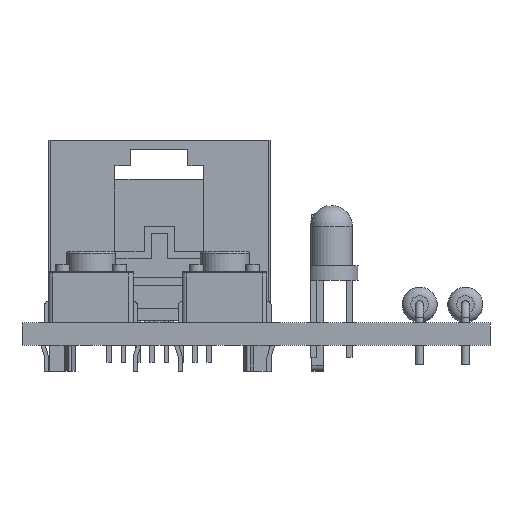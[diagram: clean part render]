
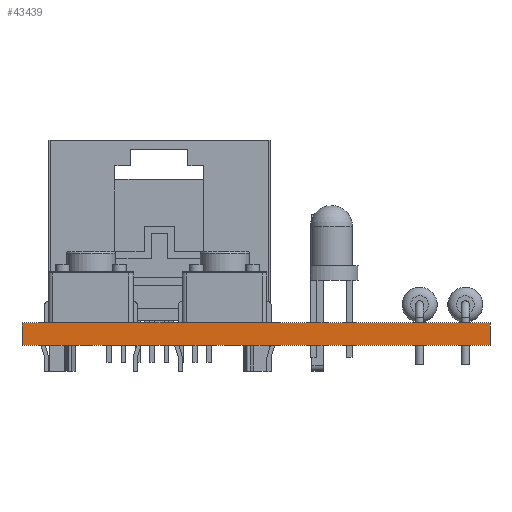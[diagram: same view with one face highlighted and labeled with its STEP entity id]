
A CAD part, front view. The second image highlights one B-rep face of the part: STEP entity #43439.
In plain terms, the highlighted planar face has unit normal (0, -1, 0).
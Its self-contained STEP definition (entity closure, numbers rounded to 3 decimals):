
#38813 = PLANE('',#38814);
#38814 = AXIS2_PLACEMENT_3D('',#38815,#38816,#38817);
#38815 = CARTESIAN_POINT('',(117.75,-87.75,0.));
#38816 = DIRECTION('',(-1.,0.,0.));
#38817 = DIRECTION('',(0.,1.,0.));
#38841 = PLANE('',#38842);
#38842 = AXIS2_PLACEMENT_3D('',#38843,#38844,#38845);
#38843 = CARTESIAN_POINT('',(101.125,-60.,1.6));
#38844 = DIRECTION('',(0.,0.,1.));
#38845 = DIRECTION('',(1.,0.,0.));
#38869 = PLANE('',#38870);
#38870 = AXIS2_PLACEMENT_3D('',#38871,#38872,#38873);
#38871 = CARTESIAN_POINT('',(84.5,-32.25,0.));
#38872 = DIRECTION('',(1.,0.,0.));
#38873 = DIRECTION('',(0.,-1.,0.));
#38895 = PLANE('',#38896);
#38896 = AXIS2_PLACEMENT_3D('',#38897,#38898,#38899);
#38897 = CARTESIAN_POINT('',(101.125,-60.,0.));
#38898 = DIRECTION('',(0.,0.,1.));
#38899 = DIRECTION('',(1.,0.,0.));
#38910 = EDGE_CURVE('',#38911,#38913,#38915,.T.);
#38911 = VERTEX_POINT('',#38912);
#38912 = CARTESIAN_POINT('',(117.75,-87.75,0.));
#38913 = VERTEX_POINT('',#38914);
#38914 = CARTESIAN_POINT('',(117.75,-87.75,1.6));
#38915 = SURFACE_CURVE('',#38916,(#38920,#38927),.PCURVE_S1.);
#38916 = LINE('',#38917,#38918);
#38917 = CARTESIAN_POINT('',(117.75,-87.75,0.));
#38918 = VECTOR('',#38919,1.);
#38919 = DIRECTION('',(0.,0.,1.));
#38920 = PCURVE('',#38813,#38921);
#38921 = DEFINITIONAL_REPRESENTATION('',(#38922),#38926);
#38922 = LINE('',#38923,#38924);
#38923 = CARTESIAN_POINT('',(0.,0.));
#38924 = VECTOR('',#38925,1.);
#38925 = DIRECTION('',(0.,-1.));
#38926 = ( GEOMETRIC_REPRESENTATION_CONTEXT(2) 
PARAMETRIC_REPRESENTATION_CONTEXT() REPRESENTATION_CONTEXT('2D SPACE',''
  ) );
#38927 = PCURVE('',#38928,#38933);
#38928 = PLANE('',#38929);
#38929 = AXIS2_PLACEMENT_3D('',#38930,#38931,#38932);
#38930 = CARTESIAN_POINT('',(84.5,-87.75,0.));
#38931 = DIRECTION('',(0.,1.,0.));
#38932 = DIRECTION('',(1.,0.,0.));
#38933 = DEFINITIONAL_REPRESENTATION('',(#38934),#38938);
#38934 = LINE('',#38935,#38936);
#38935 = CARTESIAN_POINT('',(33.25,0.));
#38936 = VECTOR('',#38937,1.);
#38937 = DIRECTION('',(0.,-1.));
#38938 = ( GEOMETRIC_REPRESENTATION_CONTEXT(2) 
PARAMETRIC_REPRESENTATION_CONTEXT() REPRESENTATION_CONTEXT('2D SPACE',''
  ) );
#38988 = VERTEX_POINT('',#38989);
#38989 = CARTESIAN_POINT('',(84.5,-87.75,1.6));
#39010 = EDGE_CURVE('',#39011,#38988,#39013,.T.);
#39011 = VERTEX_POINT('',#39012);
#39012 = CARTESIAN_POINT('',(84.5,-87.75,0.));
#39013 = SURFACE_CURVE('',#39014,(#39018,#39025),.PCURVE_S1.);
#39014 = LINE('',#39015,#39016);
#39015 = CARTESIAN_POINT('',(84.5,-87.75,0.));
#39016 = VECTOR('',#39017,1.);
#39017 = DIRECTION('',(0.,0.,1.));
#39018 = PCURVE('',#38869,#39019);
#39019 = DEFINITIONAL_REPRESENTATION('',(#39020),#39024);
#39020 = LINE('',#39021,#39022);
#39021 = CARTESIAN_POINT('',(55.5,0.));
#39022 = VECTOR('',#39023,1.);
#39023 = DIRECTION('',(0.,-1.));
#39024 = ( GEOMETRIC_REPRESENTATION_CONTEXT(2) 
PARAMETRIC_REPRESENTATION_CONTEXT() REPRESENTATION_CONTEXT('2D SPACE',''
  ) );
#39025 = PCURVE('',#38928,#39026);
#39026 = DEFINITIONAL_REPRESENTATION('',(#39027),#39031);
#39027 = LINE('',#39028,#39029);
#39028 = CARTESIAN_POINT('',(0.,0.));
#39029 = VECTOR('',#39030,1.);
#39030 = DIRECTION('',(0.,-1.));
#39031 = ( GEOMETRIC_REPRESENTATION_CONTEXT(2) 
PARAMETRIC_REPRESENTATION_CONTEXT() REPRESENTATION_CONTEXT('2D SPACE',''
  ) );
#39059 = EDGE_CURVE('',#39011,#38911,#39060,.T.);
#39060 = SURFACE_CURVE('',#39061,(#39065,#39072),.PCURVE_S1.);
#39061 = LINE('',#39062,#39063);
#39062 = CARTESIAN_POINT('',(84.5,-87.75,0.));
#39063 = VECTOR('',#39064,1.);
#39064 = DIRECTION('',(1.,0.,0.));
#39065 = PCURVE('',#38895,#39066);
#39066 = DEFINITIONAL_REPRESENTATION('',(#39067),#39071);
#39067 = LINE('',#39068,#39069);
#39068 = CARTESIAN_POINT('',(-16.625,-27.75));
#39069 = VECTOR('',#39070,1.);
#39070 = DIRECTION('',(1.,0.));
#39071 = ( GEOMETRIC_REPRESENTATION_CONTEXT(2) 
PARAMETRIC_REPRESENTATION_CONTEXT() REPRESENTATION_CONTEXT('2D SPACE',''
  ) );
#39072 = PCURVE('',#38928,#39073);
#39073 = DEFINITIONAL_REPRESENTATION('',(#39074),#39078);
#39074 = LINE('',#39075,#39076);
#39075 = CARTESIAN_POINT('',(0.,0.));
#39076 = VECTOR('',#39077,1.);
#39077 = DIRECTION('',(1.,0.));
#39078 = ( GEOMETRIC_REPRESENTATION_CONTEXT(2) 
PARAMETRIC_REPRESENTATION_CONTEXT() REPRESENTATION_CONTEXT('2D SPACE',''
  ) );
#41442 = EDGE_CURVE('',#38988,#38913,#41443,.T.);
#41443 = SURFACE_CURVE('',#41444,(#41448,#41455),.PCURVE_S1.);
#41444 = LINE('',#41445,#41446);
#41445 = CARTESIAN_POINT('',(84.5,-87.75,1.6));
#41446 = VECTOR('',#41447,1.);
#41447 = DIRECTION('',(1.,0.,0.));
#41448 = PCURVE('',#38841,#41449);
#41449 = DEFINITIONAL_REPRESENTATION('',(#41450),#41454);
#41450 = LINE('',#41451,#41452);
#41451 = CARTESIAN_POINT('',(-16.625,-27.75));
#41452 = VECTOR('',#41453,1.);
#41453 = DIRECTION('',(1.,0.));
#41454 = ( GEOMETRIC_REPRESENTATION_CONTEXT(2) 
PARAMETRIC_REPRESENTATION_CONTEXT() REPRESENTATION_CONTEXT('2D SPACE',''
  ) );
#41455 = PCURVE('',#38928,#41456);
#41456 = DEFINITIONAL_REPRESENTATION('',(#41457),#41461);
#41457 = LINE('',#41458,#41459);
#41458 = CARTESIAN_POINT('',(0.,-1.6));
#41459 = VECTOR('',#41460,1.);
#41460 = DIRECTION('',(1.,0.));
#41461 = ( GEOMETRIC_REPRESENTATION_CONTEXT(2) 
PARAMETRIC_REPRESENTATION_CONTEXT() REPRESENTATION_CONTEXT('2D SPACE',''
  ) );
#43439 = ADVANCED_FACE('',(#43440),#38928,.F.);
#43440 = FACE_BOUND('',#43441,.F.);
#43441 = EDGE_LOOP('',(#43442,#43443,#43444,#43445));
#43442 = ORIENTED_EDGE('',*,*,#39010,.T.);
#43443 = ORIENTED_EDGE('',*,*,#41442,.T.);
#43444 = ORIENTED_EDGE('',*,*,#38910,.F.);
#43445 = ORIENTED_EDGE('',*,*,#39059,.F.);
